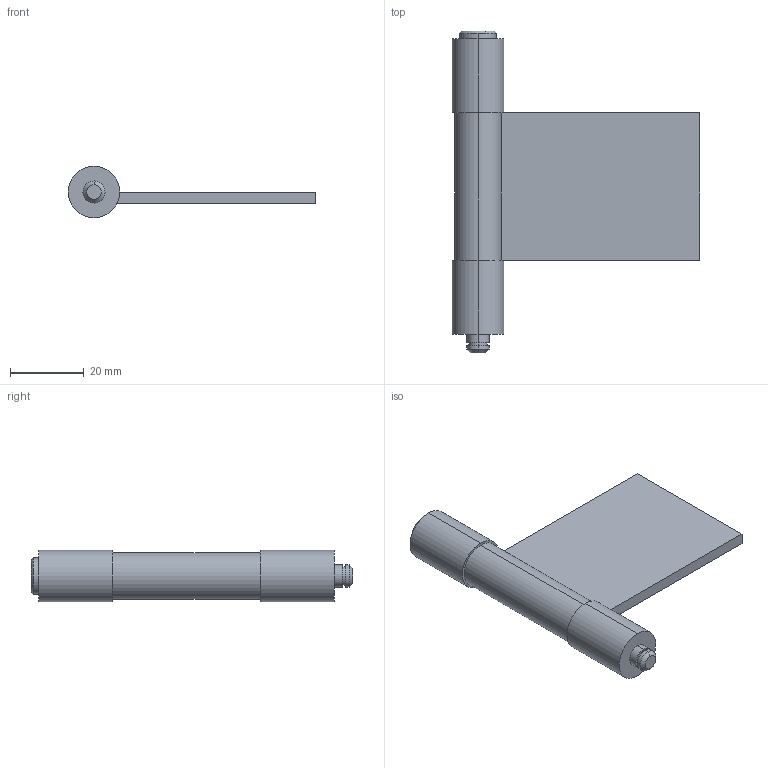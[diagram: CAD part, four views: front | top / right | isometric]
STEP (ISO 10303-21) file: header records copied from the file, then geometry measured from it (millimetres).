
FILE_DESCRIPTION (( 'STEP AP203' ), '1' );
FILE_NAME ('B-543-B-1.STEP', '2008-12-09T01:59:14', ( ' ' ), ( ' ' ), 'SwSTEP 2.0', 'SolidWorks 2007', '' );
FILE_SCHEMA (( 'CONFIG_CONTROL_DESIGN' ));
Length unit declared in the file: millimetre
Products named in the file (4): B-543-B-1; B-543-B-1僔儍僼僩__B-99-3; B-543-B-1僸儞僕B_棉太倌; B-543-B-1僸儞僕A_棉太倌
Assembly tree (4 placements, depth 2):
  B-543-B-1
    B-543-B-1僸儞僕A_棉太倌  x2
    B-543-B-1僸儞僕B_棉太倌
    B-543-B-1僔儍僼僩__B-99-3
Bounding box: 67 x 87 x 14 mm (x, y, z)
Volume: 18258.4 mm3; surface area: 12052.9 mm2
Topology: 4 solids, 4 shells, 39 faces, 80 edges, 52 vertices
Faces by surface type: cylinder 21, plane 14, cone 4
Entity records: 1342 total; most frequent: DIRECTION 186, CARTESIAN_POINT 152, ORIENTED_EDGE 136, AXIS2_PLACEMENT_3D 78, EDGE_CURVE 68, VERTEX_POINT 44, EDGE_LOOP 40, CIRCLE 38
